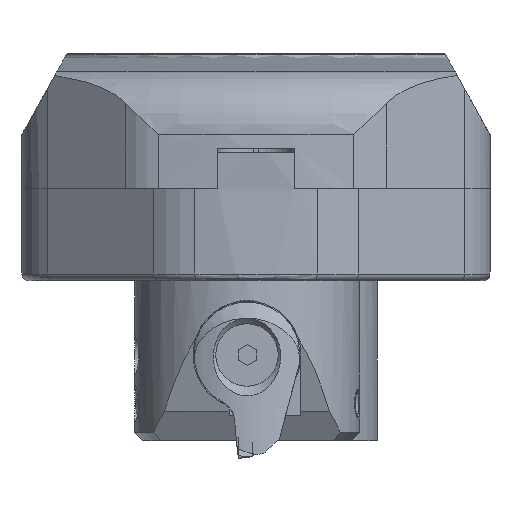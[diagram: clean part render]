
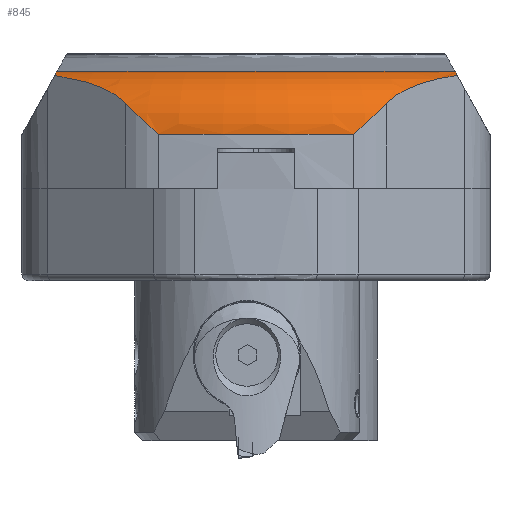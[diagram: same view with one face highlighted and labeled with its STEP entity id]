
A CAD part, left-side view. The second image highlights one B-rep face of the part: STEP entity #845.
In plain terms, the highlighted toroidal (fillet/blend) face has major radius 101 mm and minor radius 14 mm.
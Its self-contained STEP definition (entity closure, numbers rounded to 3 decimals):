
#305=TOROIDAL_SURFACE('',#8521,101.,14.);
#325=B_SPLINE_CURVE_WITH_KNOTS('',3,(#11742,#11743,#11744,#11745,#11746,
#11747),.UNSPECIFIED.,.F.,.F.,(4,2,4),(0.,0.5,1.),.UNSPECIFIED.);
#326=B_SPLINE_CURVE_WITH_KNOTS('',3,(#11750,#11751,#11752,#11753),
 .UNSPECIFIED.,.F.,.F.,(4,4),(0.,1.),.UNSPECIFIED.);
#327=B_SPLINE_CURVE_WITH_KNOTS('',3,(#11757,#11758,#11759,#11760),
 .UNSPECIFIED.,.F.,.F.,(4,4),(0.,1.),.UNSPECIFIED.);
#328=B_SPLINE_CURVE_WITH_KNOTS('',3,(#11762,#11763,#11764,#11765,#11766,
#11767),.UNSPECIFIED.,.F.,.F.,(4,2,4),(0.,0.5,1.),.UNSPECIFIED.);
#329=B_SPLINE_CURVE_WITH_KNOTS('',3,(#11769,#11770,#11771,#11772,#11773,
#11774),.UNSPECIFIED.,.F.,.F.,(4,2,4),(0.,0.5,1.),.UNSPECIFIED.);
#330=B_SPLINE_CURVE_WITH_KNOTS('',3,(#11775,#11776,#11777,#11778,#11779,
#11780),.UNSPECIFIED.,.F.,.F.,(4,2,4),(0.,0.5,1.),.UNSPECIFIED.);
#455=FACE_OUTER_BOUND('',#3291,.T.);
#845=ADVANCED_FACE('',(#455),#305,.T.);
#3291=EDGE_LOOP('',(#3836,#3837,#3838,#3839,#3840,#3841,#3842,#3843));
#3836=ORIENTED_EDGE('',*,*,#6908,.T.);
#3837=ORIENTED_EDGE('',*,*,#6909,.T.);
#3838=ORIENTED_EDGE('',*,*,#6910,.F.);
#3839=ORIENTED_EDGE('',*,*,#6911,.T.);
#3840=ORIENTED_EDGE('',*,*,#6912,.T.);
#3841=ORIENTED_EDGE('',*,*,#6913,.T.);
#3842=ORIENTED_EDGE('',*,*,#6902,.F.);
#3843=ORIENTED_EDGE('',*,*,#6914,.T.);
#6126=VERTEX_POINT('',#11732);
#6127=VERTEX_POINT('',#11733);
#6130=VERTEX_POINT('',#11748);
#6131=VERTEX_POINT('',#11749);
#6132=VERTEX_POINT('',#11754);
#6133=VERTEX_POINT('',#11756);
#6134=VERTEX_POINT('',#11761);
#6135=VERTEX_POINT('',#11768);
#6902=EDGE_CURVE('',#6126,#6127,#8033,.T.);
#6908=EDGE_CURVE('',#6130,#6131,#325,.T.);
#6909=EDGE_CURVE('',#6131,#6132,#326,.T.);
#6910=EDGE_CURVE('',#6133,#6132,#8035,.T.);
#6911=EDGE_CURVE('',#6133,#6134,#327,.T.);
#6912=EDGE_CURVE('',#6134,#6135,#328,.T.);
#6913=EDGE_CURVE('',#6135,#6127,#329,.T.);
#6914=EDGE_CURVE('',#6126,#6130,#330,.T.);
#8033=CIRCLE('',#8517,115.);
#8035=CIRCLE('',#8520,101.977);
#8517=AXIS2_PLACEMENT_3D('',#11731,#9354,#9355);
#8520=AXIS2_PLACEMENT_3D('',#11755,#9364,#9365);
#8521=AXIS2_PLACEMENT_3D('',#11781,#9366,#9367);
#9354=DIRECTION('',(0.,0.,-1.));
#9355=DIRECTION('',(-1.,0.,0.));
#9364=DIRECTION('',(0.,0.,1.));
#9365=DIRECTION('',(1.,0.,0.));
#9366=DIRECTION('',(0.,0.,1.));
#9367=DIRECTION('',(-1.,0.,0.));
#11731=CARTESIAN_POINT('',(0.,0.,-17.901));
#11732=CARTESIAN_POINT('',(-112.934,-21.7,-17.901));
#11733=CARTESIAN_POINT('',(-112.934,21.7,-17.901));
#11742=CARTESIAN_POINT('',(-109.478,-28.966,-11.115));
#11743=CARTESIAN_POINT('',(-107.607,-31.195,-8.88));
#11744=CARTESIAN_POINT('',(-105.354,-33.88,-7.615));
#11745=CARTESIAN_POINT('',(-100.859,-39.238,-5.781));
#11746=CARTESIAN_POINT('',(-98.571,-41.964,-5.248));
#11747=CARTESIAN_POINT('',(-96.266,-44.711,-4.88));
#11748=CARTESIAN_POINT('',(-109.478,-28.966,-11.115));
#11749=CARTESIAN_POINT('',(-96.266,-44.711,-4.88));
#11750=CARTESIAN_POINT('',(-96.266,-44.711,-4.88));
#11751=CARTESIAN_POINT('',(-94.879,-44.407,-4.332));
#11752=CARTESIAN_POINT('',(-93.421,-44.24,-4.032));
#11753=CARTESIAN_POINT('',(-91.906,-44.186,-3.935));
#11754=CARTESIAN_POINT('',(-91.906,-44.186,-3.935));
#11755=CARTESIAN_POINT('',(0.,0.,-3.935));
#11756=CARTESIAN_POINT('',(-91.906,44.186,-3.935));
#11757=CARTESIAN_POINT('',(-91.906,44.186,-3.935));
#11758=CARTESIAN_POINT('',(-93.421,44.24,-4.032));
#11759=CARTESIAN_POINT('',(-94.879,44.407,-4.332));
#11760=CARTESIAN_POINT('',(-96.266,44.711,-4.88));
#11761=CARTESIAN_POINT('',(-96.266,44.711,-4.88));
#11762=CARTESIAN_POINT('',(-96.266,44.711,-4.88));
#11763=CARTESIAN_POINT('',(-98.574,41.961,-5.249));
#11764=CARTESIAN_POINT('',(-100.869,39.226,-5.782));
#11765=CARTESIAN_POINT('',(-105.397,33.83,-7.636));
#11766=CARTESIAN_POINT('',(-107.637,31.16,-8.915));
#11767=CARTESIAN_POINT('',(-109.478,28.966,-11.115));
#11768=CARTESIAN_POINT('',(-109.478,28.966,-11.115));
#11769=CARTESIAN_POINT('',(-109.478,28.966,-11.115));
#11770=CARTESIAN_POINT('',(-110.386,27.883,-12.199));
#11771=CARTESIAN_POINT('',(-111.115,26.73,-13.309));
#11772=CARTESIAN_POINT('',(-112.262,24.302,-15.573));
#11773=CARTESIAN_POINT('',(-112.684,23.002,-16.751));
#11774=CARTESIAN_POINT('',(-112.934,21.7,-17.901));
#11775=CARTESIAN_POINT('',(-112.934,-21.7,-17.901));
#11776=CARTESIAN_POINT('',(-112.684,-23.002,-16.751));
#11777=CARTESIAN_POINT('',(-112.262,-24.302,-15.573));
#11778=CARTESIAN_POINT('',(-111.115,-26.73,-13.309));
#11779=CARTESIAN_POINT('',(-110.386,-27.883,-12.199));
#11780=CARTESIAN_POINT('',(-109.478,-28.966,-11.115));
#11781=CARTESIAN_POINT('',(0.,0.,-17.901));
